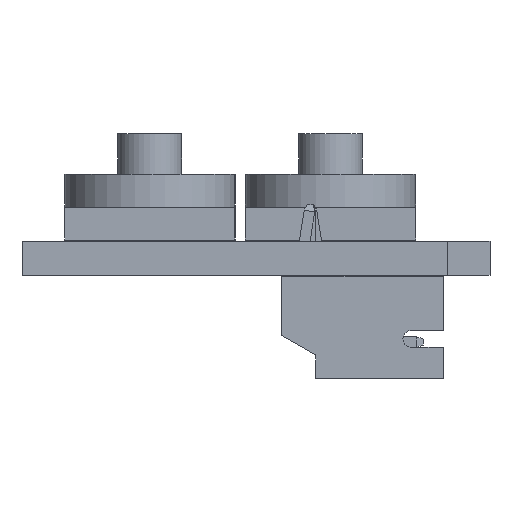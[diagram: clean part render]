
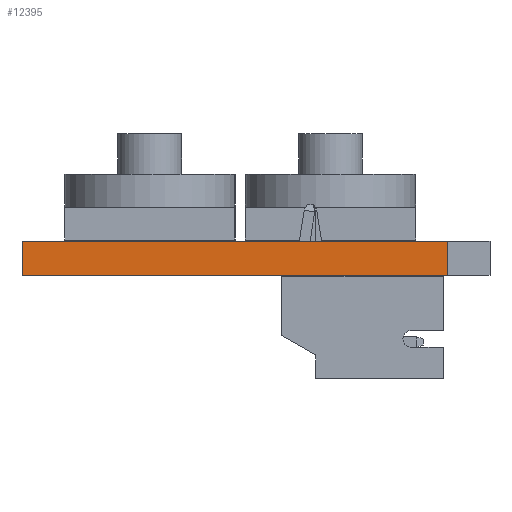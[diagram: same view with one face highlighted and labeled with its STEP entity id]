
A CAD part, front view. The second image highlights one B-rep face of the part: STEP entity #12395.
In plain terms, the highlighted planar face has unit normal (0, -1, 0).
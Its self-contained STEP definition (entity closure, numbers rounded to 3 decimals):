
#11090 = PLANE('',#11091);
#11091 = AXIS2_PLACEMENT_3D('',#11092,#11093,#11094);
#11092 = CARTESIAN_POINT('',(134.115,-92.984,1.6));
#11093 = DIRECTION('',(-0.,-0.,-1.));
#11094 = DIRECTION('',(-1.,0.,0.));
#11144 = PLANE('',#11145);
#11145 = AXIS2_PLACEMENT_3D('',#11146,#11147,#11148);
#11146 = CARTESIAN_POINT('',(134.115,-92.984,0.));
#11147 = DIRECTION('',(-0.,-0.,-1.));
#11148 = DIRECTION('',(-1.,0.,0.));
#11393 = VERTEX_POINT('',#11394);
#11394 = CARTESIAN_POINT('',(145.62,-142.73,0.));
#11408 = PLANE('',#11409);
#11409 = AXIS2_PLACEMENT_3D('',#11410,#11411,#11412);
#11410 = CARTESIAN_POINT('',(145.62,-130.73,0.));
#11411 = DIRECTION('',(1.,0.,-0.));
#11412 = DIRECTION('',(0.,-1.,0.));
#11420 = EDGE_CURVE('',#11393,#11421,#11423,.T.);
#11421 = VERTEX_POINT('',#11422);
#11422 = CARTESIAN_POINT('',(125.61,-142.73,0.));
#11423 = SURFACE_CURVE('',#11424,(#11428,#11435),.PCURVE_S1.);
#11424 = LINE('',#11425,#11426);
#11425 = CARTESIAN_POINT('',(145.62,-142.73,0.));
#11426 = VECTOR('',#11427,1.);
#11427 = DIRECTION('',(-1.,0.,0.));
#11428 = PCURVE('',#11144,#11429);
#11429 = DEFINITIONAL_REPRESENTATION('',(#11430),#11434);
#11430 = LINE('',#11431,#11432);
#11431 = CARTESIAN_POINT('',(-11.505,-49.746));
#11432 = VECTOR('',#11433,1.);
#11433 = DIRECTION('',(1.,0.));
#11434 = ( GEOMETRIC_REPRESENTATION_CONTEXT(2) 
PARAMETRIC_REPRESENTATION_CONTEXT() REPRESENTATION_CONTEXT('2D SPACE',''
  ) );
#11435 = PCURVE('',#11436,#11441);
#11436 = PLANE('',#11437);
#11437 = AXIS2_PLACEMENT_3D('',#11438,#11439,#11440);
#11438 = CARTESIAN_POINT('',(145.62,-142.73,0.));
#11439 = DIRECTION('',(0.,-1.,0.));
#11440 = DIRECTION('',(-1.,0.,0.));
#11441 = DEFINITIONAL_REPRESENTATION('',(#11442),#11446);
#11442 = LINE('',#11443,#11444);
#11443 = CARTESIAN_POINT('',(0.,-0.));
#11444 = VECTOR('',#11445,1.);
#11445 = DIRECTION('',(1.,0.));
#11446 = ( GEOMETRIC_REPRESENTATION_CONTEXT(2) 
PARAMETRIC_REPRESENTATION_CONTEXT() REPRESENTATION_CONTEXT('2D SPACE',''
  ) );
#11464 = PLANE('',#11465);
#11465 = AXIS2_PLACEMENT_3D('',#11466,#11467,#11468);
#11466 = CARTESIAN_POINT('',(125.61,-142.73,0.));
#11467 = DIRECTION('',(-1.,0.,0.));
#11468 = DIRECTION('',(0.,1.,0.));
#11881 = VERTEX_POINT('',#11882);
#11882 = CARTESIAN_POINT('',(145.62,-142.73,1.6));
#11903 = EDGE_CURVE('',#11881,#11904,#11906,.T.);
#11904 = VERTEX_POINT('',#11905);
#11905 = CARTESIAN_POINT('',(125.61,-142.73,1.6));
#11906 = SURFACE_CURVE('',#11907,(#11911,#11918),.PCURVE_S1.);
#11907 = LINE('',#11908,#11909);
#11908 = CARTESIAN_POINT('',(145.62,-142.73,1.6));
#11909 = VECTOR('',#11910,1.);
#11910 = DIRECTION('',(-1.,0.,0.));
#11911 = PCURVE('',#11090,#11912);
#11912 = DEFINITIONAL_REPRESENTATION('',(#11913),#11917);
#11913 = LINE('',#11914,#11915);
#11914 = CARTESIAN_POINT('',(-11.505,-49.746));
#11915 = VECTOR('',#11916,1.);
#11916 = DIRECTION('',(1.,0.));
#11917 = ( GEOMETRIC_REPRESENTATION_CONTEXT(2) 
PARAMETRIC_REPRESENTATION_CONTEXT() REPRESENTATION_CONTEXT('2D SPACE',''
  ) );
#11918 = PCURVE('',#11436,#11919);
#11919 = DEFINITIONAL_REPRESENTATION('',(#11920),#11924);
#11920 = LINE('',#11921,#11922);
#11921 = CARTESIAN_POINT('',(0.,-1.6));
#11922 = VECTOR('',#11923,1.);
#11923 = DIRECTION('',(1.,0.));
#11924 = ( GEOMETRIC_REPRESENTATION_CONTEXT(2) 
PARAMETRIC_REPRESENTATION_CONTEXT() REPRESENTATION_CONTEXT('2D SPACE',''
  ) );
#12345 = EDGE_CURVE('',#11421,#11904,#12346,.T.);
#12346 = SURFACE_CURVE('',#12347,(#12351,#12358),.PCURVE_S1.);
#12347 = LINE('',#12348,#12349);
#12348 = CARTESIAN_POINT('',(125.61,-142.73,0.));
#12349 = VECTOR('',#12350,1.);
#12350 = DIRECTION('',(0.,0.,1.));
#12351 = PCURVE('',#11464,#12352);
#12352 = DEFINITIONAL_REPRESENTATION('',(#12353),#12357);
#12353 = LINE('',#12354,#12355);
#12354 = CARTESIAN_POINT('',(0.,0.));
#12355 = VECTOR('',#12356,1.);
#12356 = DIRECTION('',(0.,-1.));
#12357 = ( GEOMETRIC_REPRESENTATION_CONTEXT(2) 
PARAMETRIC_REPRESENTATION_CONTEXT() REPRESENTATION_CONTEXT('2D SPACE',''
  ) );
#12358 = PCURVE('',#11436,#12359);
#12359 = DEFINITIONAL_REPRESENTATION('',(#12360),#12364);
#12360 = LINE('',#12361,#12362);
#12361 = CARTESIAN_POINT('',(20.01,0.));
#12362 = VECTOR('',#12363,1.);
#12363 = DIRECTION('',(0.,-1.));
#12364 = ( GEOMETRIC_REPRESENTATION_CONTEXT(2) 
PARAMETRIC_REPRESENTATION_CONTEXT() REPRESENTATION_CONTEXT('2D SPACE',''
  ) );
#12395 = ADVANCED_FACE('',(#12396),#11436,.T.);
#12396 = FACE_BOUND('',#12397,.T.);
#12397 = EDGE_LOOP('',(#12398,#12419,#12420,#12421));
#12398 = ORIENTED_EDGE('',*,*,#12399,.T.);
#12399 = EDGE_CURVE('',#11393,#11881,#12400,.T.);
#12400 = SURFACE_CURVE('',#12401,(#12405,#12412),.PCURVE_S1.);
#12401 = LINE('',#12402,#12403);
#12402 = CARTESIAN_POINT('',(145.62,-142.73,0.));
#12403 = VECTOR('',#12404,1.);
#12404 = DIRECTION('',(0.,0.,1.));
#12405 = PCURVE('',#11436,#12406);
#12406 = DEFINITIONAL_REPRESENTATION('',(#12407),#12411);
#12407 = LINE('',#12408,#12409);
#12408 = CARTESIAN_POINT('',(0.,-0.));
#12409 = VECTOR('',#12410,1.);
#12410 = DIRECTION('',(0.,-1.));
#12411 = ( GEOMETRIC_REPRESENTATION_CONTEXT(2) 
PARAMETRIC_REPRESENTATION_CONTEXT() REPRESENTATION_CONTEXT('2D SPACE',''
  ) );
#12412 = PCURVE('',#11408,#12413);
#12413 = DEFINITIONAL_REPRESENTATION('',(#12414),#12418);
#12414 = LINE('',#12415,#12416);
#12415 = CARTESIAN_POINT('',(12.,0.));
#12416 = VECTOR('',#12417,1.);
#12417 = DIRECTION('',(0.,-1.));
#12418 = ( GEOMETRIC_REPRESENTATION_CONTEXT(2) 
PARAMETRIC_REPRESENTATION_CONTEXT() REPRESENTATION_CONTEXT('2D SPACE',''
  ) );
#12419 = ORIENTED_EDGE('',*,*,#11903,.T.);
#12420 = ORIENTED_EDGE('',*,*,#12345,.F.);
#12421 = ORIENTED_EDGE('',*,*,#11420,.F.);
